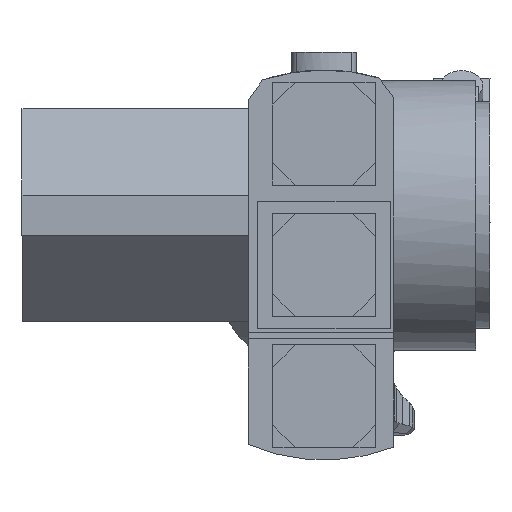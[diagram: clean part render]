
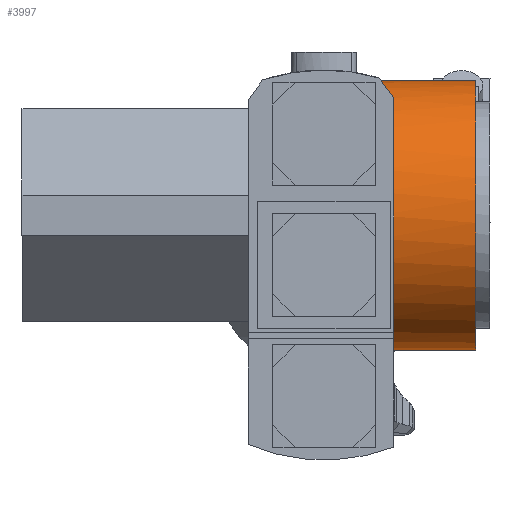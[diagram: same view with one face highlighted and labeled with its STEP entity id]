
A CAD part, left-side view. The second image highlights one B-rep face of the part: STEP entity #3997.
In plain terms, the highlighted cylindrical face has radius 95 mm (diameter 190 mm), a full revolution.
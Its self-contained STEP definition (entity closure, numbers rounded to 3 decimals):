
#43=CYLINDRICAL_SURFACE('',#4288,95.);
#156=LINE('',#6363,#547);
#157=LINE('',#6367,#548);
#158=LINE('',#6371,#549);
#547=VECTOR('',#4820,95.);
#548=VECTOR('',#4823,1.);
#549=VECTOR('',#4826,1.);
#1091=FACE_OUTER_BOUND('',#1306,.T.);
#1306=EDGE_LOOP('',(#2956,#2957,#2958,#2959,#2960,#2961,#2962,#2963));
#1482=CIRCLE('',#4221,95.);
#1507=CIRCLE('',#4289,95.);
#1508=CIRCLE('',#4290,95.);
#1509=CIRCLE('',#4291,95.);
#1694=VERTEX_POINT('',#5983);
#1780=VERTEX_POINT('',#6362);
#1781=VERTEX_POINT('',#6364);
#1782=VERTEX_POINT('',#6366);
#1783=VERTEX_POINT('',#6368);
#1784=VERTEX_POINT('',#6370);
#2103=EDGE_CURVE('',#1694,#1694,#1482,.T.);
#2228=EDGE_CURVE('',#1694,#1780,#156,.T.);
#2229=EDGE_CURVE('',#1781,#1780,#1507,.T.);
#2230=EDGE_CURVE('',#1781,#1782,#157,.T.);
#2231=EDGE_CURVE('',#1783,#1782,#1508,.T.);
#2232=EDGE_CURVE('',#1784,#1783,#158,.T.);
#2233=EDGE_CURVE('',#1780,#1784,#1509,.T.);
#2956=ORIENTED_EDGE('',*,*,#2103,.T.);
#2957=ORIENTED_EDGE('',*,*,#2228,.T.);
#2958=ORIENTED_EDGE('',*,*,#2229,.F.);
#2959=ORIENTED_EDGE('',*,*,#2230,.T.);
#2960=ORIENTED_EDGE('',*,*,#2231,.F.);
#2961=ORIENTED_EDGE('',*,*,#2232,.F.);
#2962=ORIENTED_EDGE('',*,*,#2233,.F.);
#2963=ORIENTED_EDGE('',*,*,#2228,.F.);
#3997=ADVANCED_FACE('',(#1091),#43,.T.);
#4221=AXIS2_PLACEMENT_3D('',#5984,#4613,#4614);
#4288=AXIS2_PLACEMENT_3D('',#6361,#4818,#4819);
#4289=AXIS2_PLACEMENT_3D('',#6365,#4821,#4822);
#4290=AXIS2_PLACEMENT_3D('',#6369,#4824,#4825);
#4291=AXIS2_PLACEMENT_3D('',#6372,#4827,#4828);
#4613=DIRECTION('center_axis',(0.,-1.,0.));
#4614=DIRECTION('ref_axis',(0.,0.,-1.));
#4818=DIRECTION('center_axis',(0.,1.,0.));
#4819=DIRECTION('ref_axis',(0.,0.,1.));
#4820=DIRECTION('',(0.,-1.,0.));
#4821=DIRECTION('center_axis',(0.,-1.,0.));
#4822=DIRECTION('ref_axis',(0.,0.,-1.));
#4823=DIRECTION('',(0.,1.,0.));
#4824=DIRECTION('center_axis',(0.,-1.,0.));
#4825=DIRECTION('ref_axis',(0.,0.,1.));
#4826=DIRECTION('',(0.,1.,0.));
#4827=DIRECTION('center_axis',(0.,-1.,0.));
#4828=DIRECTION('ref_axis',(0.,0.,-1.));
#5983=CARTESIAN_POINT('',(260.,-37.,1260.));
#5984=CARTESIAN_POINT('Origin',(260.,-37.,1355.));
#6361=CARTESIAN_POINT('Origin',(260.,-71.,1355.));
#6362=CARTESIAN_POINT('',(260.,-107.,1260.));
#6363=CARTESIAN_POINT('',(260.,-71.,1260.));
#6364=CARTESIAN_POINT('',(296.574,-107.,1442.677));
#6365=CARTESIAN_POINT('Origin',(260.,-107.,1355.));
#6366=CARTESIAN_POINT('',(296.574,-88.,1442.677));
#6367=CARTESIAN_POINT('',(296.574,-37.,1442.677));
#6368=CARTESIAN_POINT('',(347.859,-88.,1318.865));
#6369=CARTESIAN_POINT('Origin',(260.,-88.,1355.));
#6370=CARTESIAN_POINT('',(347.859,-107.,1318.865));
#6371=CARTESIAN_POINT('',(347.859,-37.,1318.865));
#6372=CARTESIAN_POINT('Origin',(260.,-107.,1355.));
